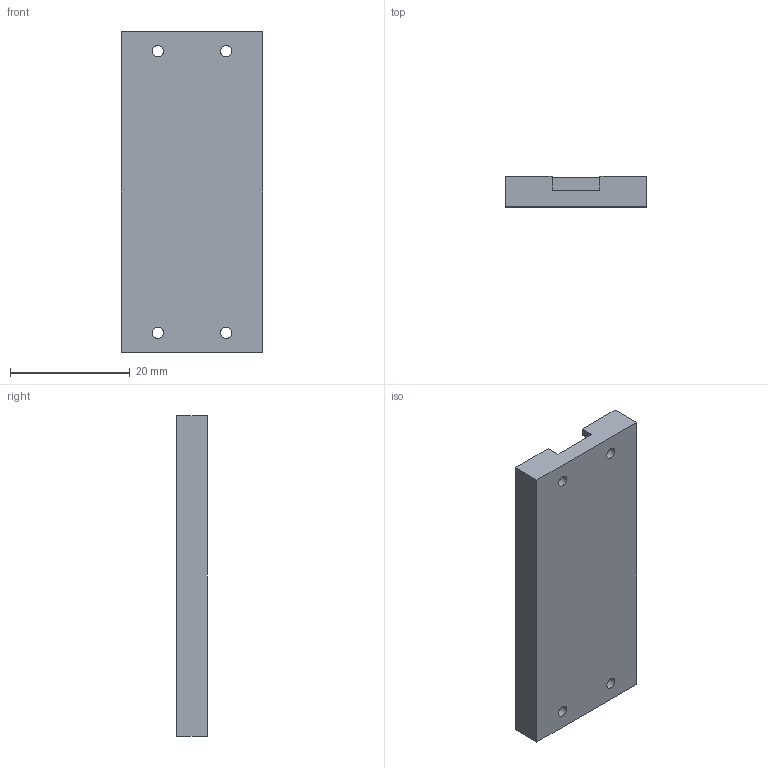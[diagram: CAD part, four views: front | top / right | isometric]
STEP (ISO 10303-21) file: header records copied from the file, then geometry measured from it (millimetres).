
FILE_DESCRIPTION(/* description */ ('','CAx-IF Rec.Pracs.---Representation and Presentation of Product Manufacturing Information (PMI)---4.0---2014-10-13'),/* implementation_level */ '2;1');
FILE_NAME(/* name */ 'Holder for micro controller.step',/* time_stamp */ '2025-03-25T20:45:22-04:00',/* author */ (''),/* organization */ (''),/* preprocessor_version */ 'ST-DEVELOPER v20',/* originating_system */ 'Autodesk Translation Framework v13.20.0.188',/* authorisation */ '');
FILE_SCHEMA (('AP242_MANAGED_MODEL_BASED_3D_ENGINEERING_MIM_LF { 1 0 10303 442 1 1 4 }'));
Length unit declared in the file: inch
Products named in the file (2): Untitled; Component1
Assembly tree (1 placements, depth 2):
  Untitled
    Component1
Bounding box: 23.54 x 5.08 x 53.54 mm (x, y, z)
Volume: 3899.6 mm3; surface area: 3643.8 mm2
Topology: 1 solids, 1 shells, 22 faces, 56 edges, 36 vertices
Faces by surface type: plane 14, cone 4, cylinder 4
Full cylindrical faces by diameter (mm): 1.88 x4
Entity records: 731 total; most frequent: DIRECTION 118, CARTESIAN_POINT 117, ORIENTED_EDGE 112, EDGE_CURVE 56, LINE 44, VECTOR 44, AXIS2_PLACEMENT_3D 37, VERTEX_POINT 36
